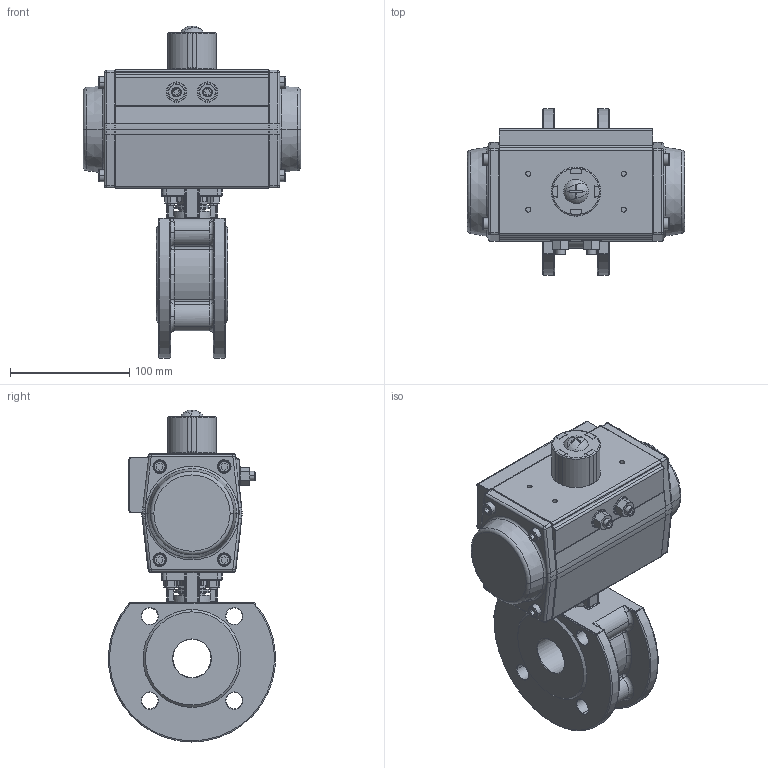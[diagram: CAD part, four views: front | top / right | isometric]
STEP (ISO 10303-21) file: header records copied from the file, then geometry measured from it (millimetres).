
FILE_DESCRIPTION(('HOOPS Exchange Step'),'2;1');
FILE_NAME('PK0601_DN32.stp','2025-05-09T11:40:51+02:00',('nieru'),('Unknown organisation'),'HOOPS Exchange 2024.2','HOOPS Exchange','Unknown authorisation');
FILE_SCHEMA( ('AP203_CONFIGURATION_CONTROLLED_3D_DESIGN_OF_MECHANICAL_PARTS_AND_ASSEMBLIES_MIM_LF') );
Length unit declared in the file: millimetre
Products named in the file (5): 0; root
Assembly tree (4 placements, depth 3):
  root
    0
      0
      0
      0
Bounding box: 182 x 139.61 x 278.15 mm (x, y, z)
Volume: 1349103.8 mm3; surface area: 262358 mm2
Topology: 38 solids, 38 shells, 1859 faces, 4532 edges, 2723 vertices
Faces by surface type: cylinder 667, plane 536, torus 217, bspline 211, cone 174, sphere 54
Full cylindrical faces by diameter (mm): 6.8 x1, 14 x1, 32 x1
Entity records: 80567 total; most frequent: CARTESIAN_POINT 38235, ORIENTED_EDGE 8942, DIRECTION 8487, EDGE_CURVE 4471, AXIS2_PLACEMENT_3D 3334, VERTEX_POINT 2725, EDGE_LOOP 2000, FACE_BOUND 2000
